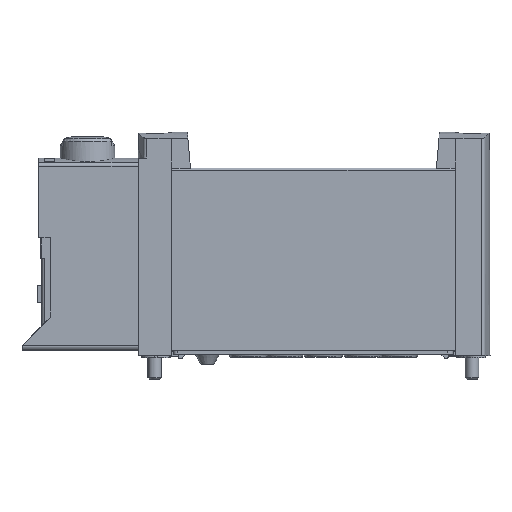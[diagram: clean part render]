
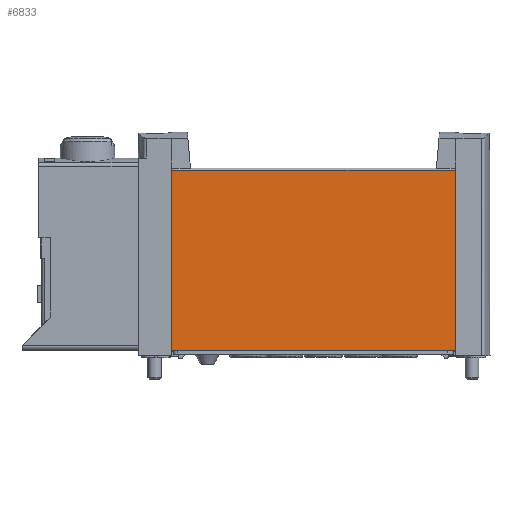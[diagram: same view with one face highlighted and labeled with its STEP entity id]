
A CAD part, top view. The second image highlights one B-rep face of the part: STEP entity #6833.
In plain terms, the highlighted planar face has unit normal (0, 0, 1).
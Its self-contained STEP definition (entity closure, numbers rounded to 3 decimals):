
#127=PLANE('',#7361);
#785=LINE('',#10612,#1421);
#796=LINE('',#10640,#1432);
#799=LINE('',#10648,#1435);
#802=LINE('',#10652,#1438);
#1421=VECTOR('',#8333,1000.);
#1432=VECTOR('',#8358,1000.);
#1435=VECTOR('',#8365,1000.);
#1438=VECTOR('',#8370,1000.);
#2282=ORIENTED_EDGE('',*,*,#4182,.T.);
#2283=ORIENTED_EDGE('',*,*,#4204,.F.);
#2284=ORIENTED_EDGE('',*,*,#4197,.F.);
#2285=ORIENTED_EDGE('',*,*,#4201,.T.);
#4182=EDGE_CURVE('',#5142,#5141,#785,.T.);
#4197=EDGE_CURVE('',#5151,#5152,#796,.T.);
#4201=EDGE_CURVE('',#5151,#5142,#799,.T.);
#4204=EDGE_CURVE('',#5152,#5141,#802,.T.);
#5141=VERTEX_POINT('',#10611);
#5142=VERTEX_POINT('',#10613);
#5151=VERTEX_POINT('',#10639);
#5152=VERTEX_POINT('',#10641);
#5693=EDGE_LOOP('',(#2282,#2283,#2284,#2285));
#6222=FACE_BOUND('',#5693,.T.);
#6833=ADVANCED_FACE('',(#6222),#127,.F.);
#7361=AXIS2_PLACEMENT_3D('',#10651,#8368,#8369);
#8333=DIRECTION('',(0.,-1.,0.));
#8358=DIRECTION('',(0.,-1.,0.));
#8365=DIRECTION('',(-1.,0.,0.));
#8368=DIRECTION('',(0.,0.,-1.));
#8369=DIRECTION('',(-1.,0.,0.));
#8370=DIRECTION('',(-1.,0.,0.));
#10611=CARTESIAN_POINT('',(-21.,0.,5.1));
#10612=CARTESIAN_POINT('',(-21.,26.7,5.1));
#10613=CARTESIAN_POINT('',(-21.,26.7,5.1));
#10639=CARTESIAN_POINT('',(21.,26.7,5.1));
#10640=CARTESIAN_POINT('',(21.,26.7,5.1));
#10641=CARTESIAN_POINT('',(21.,0.,5.1));
#10648=CARTESIAN_POINT('',(21.,26.7,5.1));
#10651=CARTESIAN_POINT('',(21.,26.7,5.1));
#10652=CARTESIAN_POINT('',(21.,0.,5.1));
